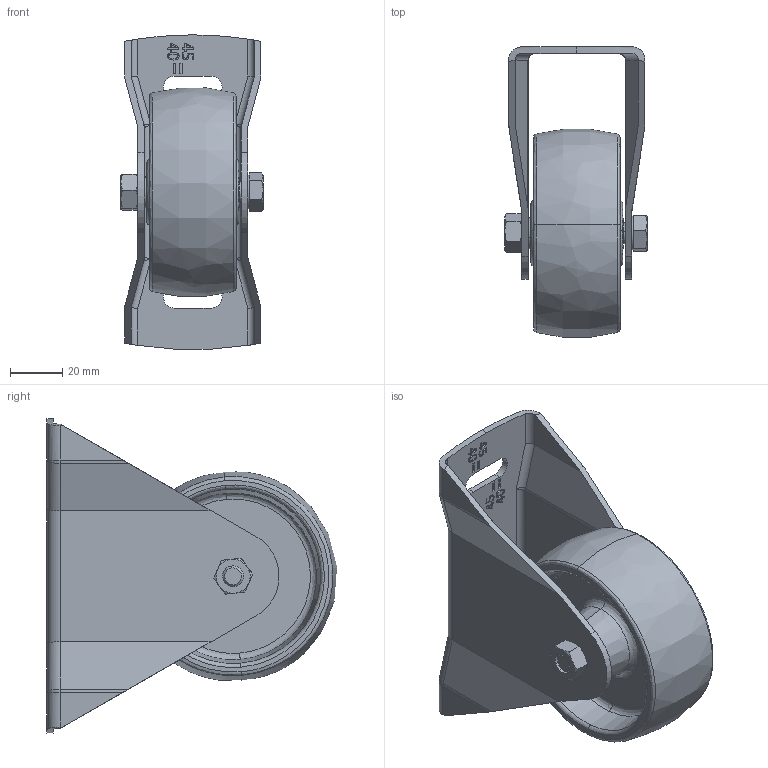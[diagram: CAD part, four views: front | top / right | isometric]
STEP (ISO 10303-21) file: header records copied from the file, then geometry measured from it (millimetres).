
FILE_DESCRIPTION (( 'STEP AP214' ), '1' );
FILE_NAME ('Accessories for aluminium profiles098F080A4045N.step', '2016-10-20T07:59:58', ( '' ), ( '' ), 'SwSTEP 2.0', 'SolidWorks 2016', '' );
FILE_SCHEMA (( 'AUTOMOTIVE_DESIGN' ));
Length unit declared in the file: millimetre
Products named in the file (6): POA_80_12G_574897-214_selction no pls; 098F4045R u.Tab_098F0804045; 340me516; 4DIN934M08M; 4DIN931M08048MS01; Accessories for aluminium profiles098F080A4045N
Assembly tree (5 placements, depth 2):
  Accessories for aluminium profiles098F080A4045N
    4DIN931M08048MS01
    4DIN934M08M
    340me516
    098F4045R u.Tab_098F0804045
    POA_80_12G_574897-214_selction no pls
Bounding box: 54.2 x 110.63 x 119.82 mm (x, y, z)
Volume: 130338.4 mm3; surface area: 64194.6 mm2
Topology: 5 solids, 5 shells, 610 faces, 1583 edges, 1021 vertices
Faces by surface type: plane 293, bspline 221, cylinder 53, cone 39, sphere 4
Entity records: 35427 total; most frequent: CARTESIAN_POINT 18457, ORIENTED_EDGE 3150, DIRECTION 2036, EDGE_CURVE 1575, VERTEX_POINT 1021, LINE 944, VECTOR 944, EDGE_LOOP 670
